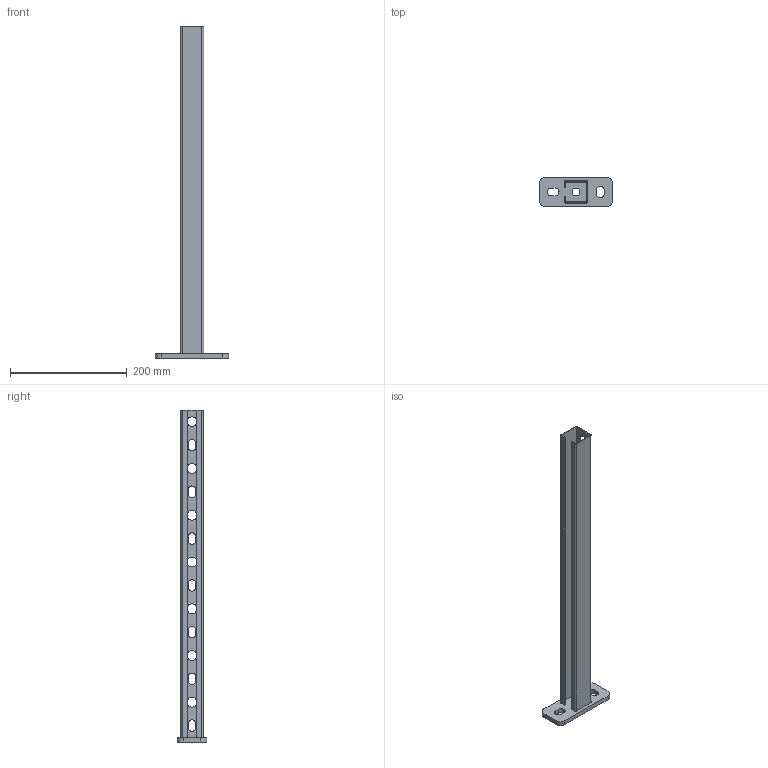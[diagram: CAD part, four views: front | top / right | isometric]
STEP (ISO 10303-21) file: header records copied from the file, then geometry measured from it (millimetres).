
FILE_DESCRIPTION(/* description */ ('MPC-Schienenkonsole 38/40, Länge: 560 mm, verzinkt'),/* implementation_level */ '2;1');
FILE_NAME(/* name */ '156720.stp',/* time_stamp */ '2016-04-22T08:02:28+02:00',/* author */ ('DMK009'),/* organization */ (''),/* preprocessor_version */ 'ST-DEVELOPER v16.1',/* originating_system */ 'Autodesk Inventor 2016',/* authorisation */ '');
FILE_SCHEMA (('AUTOMOTIVE_DESIGN { 1 0 10303 214 3 1 1 }'));
Length unit declared in the file: centimetre
Products named in the file (1): SchiK MPC 560 38_40 vz-+-156720
Bounding box: 125 x 50 x 568 mm (x, y, z)
Volume: 181038.3 mm3; surface area: 155326.8 mm2
Topology: 1 solids, 1 shells, 83 faces, 224 edges, 144 vertices
Faces by surface type: plane 45, cylinder 38
Full cylindrical faces by diameter (mm): 13.5 x1, 17 x7
Entity records: 2658 total; most frequent: DIRECTION 460, CARTESIAN_POINT 444, ORIENTED_EDGE 432, EDGE_CURVE 216, AXIS2_PLACEMENT_3D 160, VERTEX_POINT 144, LINE 140, VECTOR 140
